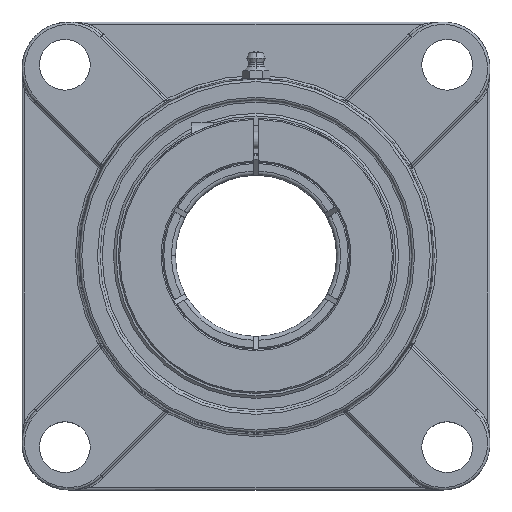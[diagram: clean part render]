
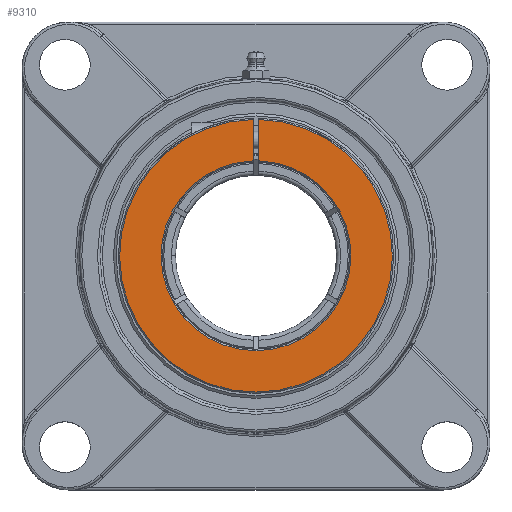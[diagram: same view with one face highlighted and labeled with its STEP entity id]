
A CAD part, top view. The second image highlights one B-rep face of the part: STEP entity #9310.
In plain terms, the highlighted planar face has unit normal (0, 0, 1).
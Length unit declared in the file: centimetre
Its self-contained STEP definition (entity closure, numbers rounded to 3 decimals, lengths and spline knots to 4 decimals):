
#9168=CARTESIAN_POINT('',(0.1,3.5486,1.75));
#9169=VERTEX_POINT('',#9168);
#9176=CARTESIAN_POINT('',(0.1,5.099,1.75));
#9177=VERTEX_POINT('',#9176);
#9178=CARTESIAN_POINT('',(0.1,12346.7983,1.75));
#9179=DIRECTION('',(0.,-1.,0.));
#9180=VECTOR('',#9179,24690.);
#9181=LINE('',#9178,#9180);
#9182=EDGE_CURVE('',#9177,#9169,#9181,.T.);
#9199=CARTESIAN_POINT('',(-0.1,5.099,1.75));
#9200=VERTEX_POINT('',#9199);
#9218=CARTESIAN_POINT('',(0.,0.,1.75));
#9219=DIRECTION('',(0.,-0.,-1.));
#9220=DIRECTION('',(0.,-1.,0.));
#9221=AXIS2_PLACEMENT_3D('',#9218,#9219,#9220);
#9222=CIRCLE('',#9221,5.1);
#9223=EDGE_CURVE('',#9177,#9200,#9222,.T.);
#9241=CARTESIAN_POINT('',(-0.1,3.5486,1.75));
#9242=VERTEX_POINT('',#9241);
#9243=CARTESIAN_POINT('',(-0.1,-12343.2017,1.75));
#9244=DIRECTION('',(0.,1.,-0.));
#9245=VECTOR('',#9244,24690.);
#9246=LINE('',#9243,#9245);
#9247=EDGE_CURVE('',#9242,#9200,#9246,.T.);
#9293=CARTESIAN_POINT('',(0.,0.,1.75));
#9294=DIRECTION('',(0.,0.,1.));
#9295=DIRECTION('',(1.,0.,0.));
#9296=AXIS2_PLACEMENT_3D('',#9293,#9294,#9295);
#9297=PLANE('',#9296);
#9298=ORIENTED_EDGE('',*,*,#9223,.F.);
#9299=ORIENTED_EDGE('',*,*,#9182,.T.);
#9300=CARTESIAN_POINT('',(0.,0.,1.75));
#9301=DIRECTION('',(0.,0.,1.));
#9302=DIRECTION('',(-0.,-1.,0.));
#9303=AXIS2_PLACEMENT_3D('',#9300,#9301,#9302);
#9304=CIRCLE('',#9303,3.55);
#9305=EDGE_CURVE('',#9242,#9169,#9304,.T.);
#9306=ORIENTED_EDGE('',*,*,#9305,.F.);
#9307=ORIENTED_EDGE('',*,*,#9247,.T.);
#9308=EDGE_LOOP('',(#9298,#9299,#9306,#9307));
#9309=FACE_BOUND('',#9308,.T.);
#9310=ADVANCED_FACE('',(#9309),#9297,.T.);
